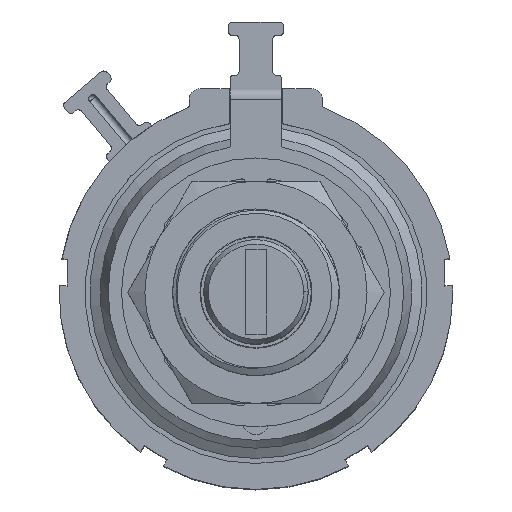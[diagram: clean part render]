
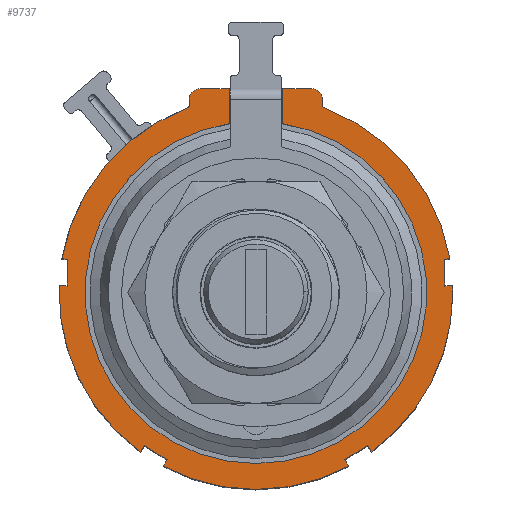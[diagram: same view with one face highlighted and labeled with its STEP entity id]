
A CAD part, top view. The second image highlights one B-rep face of the part: STEP entity #9737.
In plain terms, the highlighted planar face has unit normal (0, 0, 1).
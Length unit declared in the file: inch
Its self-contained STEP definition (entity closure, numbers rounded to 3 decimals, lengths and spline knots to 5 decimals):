
#304=DIRECTION('',(-1.,0.,0.));
#305=VECTOR('',#304,0.065);
#306=CARTESIAN_POINT('',(0.125,0.459,0.));
#307=LINE('',#306,#305);
#316=DIRECTION('',(-1.,0.,0.));
#317=VECTOR('',#316,0.065);
#318=CARTESIAN_POINT('',(-0.06,0.459,0.));
#319=LINE('',#318,#317);
#628=DIRECTION('',(0.,-1.,0.));
#629=VECTOR('',#628,0.07921);
#630=CARTESIAN_POINT('',(-0.06,0.459,0.));
#631=LINE('',#630,#629);
#632=CARTESIAN_POINT('',(0.,0.,0.));
#633=DIRECTION('',(0.,0.,1.));
#634=DIRECTION('',(-0.156,0.988,0.));
#635=AXIS2_PLACEMENT_3D('',#632,#633,#634);
#637=CARTESIAN_POINT('',(0.,0.,0.));
#638=DIRECTION('',(0.,0.,1.));
#639=DIRECTION('',(0.,-1.,0.));
#640=AXIS2_PLACEMENT_3D('',#637,#638,#639);
#642=DIRECTION('',(0.,1.,0.));
#643=VECTOR('',#642,0.07921);
#644=CARTESIAN_POINT('',(0.06,0.37979,0.));
#645=LINE('',#644,#643);
#646=CARTESIAN_POINT('',(0.125,0.434,0.));
#647=DIRECTION('',(0.,0.,-1.));
#648=DIRECTION('',(0.,1.,0.));
#649=AXIS2_PLACEMENT_3D('',#646,#647,#648);
#651=CARTESIAN_POINT('',(0.155,0.42033,0.));
#652=DIRECTION('',(0.,0.,1.));
#653=DIRECTION('',(-1.,0.,0.));
#654=AXIS2_PLACEMENT_3D('',#651,#652,#653);
#656=CARTESIAN_POINT('',(0.,0.,0.));
#657=DIRECTION('',(0.,0.,-1.));
#658=DIRECTION('',(0.346,0.938,0.));
#659=AXIS2_PLACEMENT_3D('',#656,#657,#658);
#661=DIRECTION('',(-0.995,-0.105,0.));
#662=VECTOR('',#661,0.01149);
#663=CARTESIAN_POINT('',(0.43643,0.07604,0.));
#664=LINE('',#663,#662);
#665=DIRECTION('',(0.995,0.105,0.));
#666=VECTOR('',#665,0.0178);
#667=CARTESIAN_POINT('',(0.425,0.0145,0.));
#668=LINE('',#667,#666);
#669=CARTESIAN_POINT('',(0.,0.,0.));
#670=DIRECTION('',(0.,0.,-1.));
#671=DIRECTION('',(0.999,0.037,0.));
#672=AXIS2_PLACEMENT_3D('',#669,#670,#671);
#674=CARTESIAN_POINT('',(0.,0.,0.));
#675=DIRECTION('',(0.,0.,-1.));
#676=DIRECTION('',(1.,0.,0.));
#677=AXIS2_PLACEMENT_3D('',#674,#675,#676);
#679=DIRECTION('',(-0.53,0.848,0.));
#680=VECTOR('',#679,0.01698);
#681=CARTESIAN_POINT('',(0.25966,-0.35893,0.));
#682=LINE('',#681,#680);
#683=DIRECTION('',(-0.848,-0.53,0.));
#684=VECTOR('',#683,0.06);
#685=CARTESIAN_POINT('',(0.25066,-0.34452,0.));
#686=LINE('',#685,#684);
#687=DIRECTION('',(0.53,-0.848,0.));
#688=VECTOR('',#687,0.01698);
#689=CARTESIAN_POINT('',(0.19977,-0.37632,0.));
#690=LINE('',#689,#688);
#691=CARTESIAN_POINT('',(0.,0.,0.));
#692=DIRECTION('',(0.,0.,-1.));
#693=DIRECTION('',(0.471,-0.882,0.));
#694=AXIS2_PLACEMENT_3D('',#691,#692,#693);
#696=DIRECTION('',(0.53,0.848,0.));
#697=VECTOR('',#696,0.01698);
#698=CARTESIAN_POINT('',(-0.20877,-0.39072,0.));
#699=LINE('',#698,#697);
#700=DIRECTION('',(-0.848,0.53,0.));
#701=VECTOR('',#700,0.06);
#702=CARTESIAN_POINT('',(-0.19977,-0.37632,0.));
#703=LINE('',#702,#701);
#704=DIRECTION('',(-0.53,-0.848,0.));
#705=VECTOR('',#704,0.01698);
#706=CARTESIAN_POINT('',(-0.25066,-0.34452,0.));
#707=LINE('',#706,#705);
#708=CARTESIAN_POINT('',(0.,0.,0.));
#709=DIRECTION('',(0.,0.,-1.));
#710=DIRECTION('',(-0.586,-0.81,0.));
#711=AXIS2_PLACEMENT_3D('',#708,#709,#710);
#713=DIRECTION('',(0.995,-0.105,0.));
#714=VECTOR('',#713,0.0178);
#715=CARTESIAN_POINT('',(-0.4427,0.01636,0.));
#716=LINE('',#715,#714);
#717=DIRECTION('',(-0.995,0.105,0.));
#718=VECTOR('',#717,0.01149);
#719=CARTESIAN_POINT('',(-0.425,0.07483,0.));
#720=LINE('',#719,#718);
#721=CARTESIAN_POINT('',(0.,0.,0.));
#722=DIRECTION('',(0.,0.,-1.));
#723=DIRECTION('',(-0.985,0.172,0.));
#724=AXIS2_PLACEMENT_3D('',#721,#722,#723);
#726=CARTESIAN_POINT('',(-0.155,0.42033,0.));
#727=DIRECTION('',(0.,0.,1.));
#728=DIRECTION('',(0.346,-0.938,0.));
#729=AXIS2_PLACEMENT_3D('',#726,#727,#728);
#731=CARTESIAN_POINT('',(-0.125,0.434,0.));
#732=DIRECTION('',(0.,0.,-1.));
#733=DIRECTION('',(-1.,0.,0.));
#734=AXIS2_PLACEMENT_3D('',#731,#732,#733);
#6375=DIRECTION('',(0.,1.,0.));
#6376=VECTOR('',#6375,0.01367);
#6377=CARTESIAN_POINT('',(0.15,0.42033,0.));
#6378=LINE('',#6377,#6376);
#6395=DIRECTION('',(0.,1.,0.));
#6396=VECTOR('',#6395,0.06033);
#6397=CARTESIAN_POINT('',(0.425,0.0145,0.));
#6398=LINE('',#6397,#6396);
#6447=DIRECTION('',(0.,-1.,0.));
#6448=VECTOR('',#6447,0.06033);
#6449=CARTESIAN_POINT('',(-0.425,0.07483,0.));
#6450=LINE('',#6449,#6448);
#6503=DIRECTION('',(0.,-1.,0.));
#6504=VECTOR('',#6503,0.01367);
#6505=CARTESIAN_POINT('',(-0.15,0.434,0.));
#6506=LINE('',#6505,#6504);
#8133=CARTESIAN_POINT('',(0.,-0.3845,0.));
#8134=CARTESIAN_POINT('',(0.06,0.37979,0.));
#8135=VERTEX_POINT('',#8133);
#8136=VERTEX_POINT('',#8134);
#8137=CARTESIAN_POINT('',(-0.06,0.37979,0.));
#8138=VERTEX_POINT('',#8137);
#8147=CARTESIAN_POINT('',(-0.06,0.459,0.));
#8148=VERTEX_POINT('',#8147);
#8149=CARTESIAN_POINT('',(0.06,0.459,0.));
#8150=VERTEX_POINT('',#8149);
#8151=CARTESIAN_POINT('',(0.125,0.459,0.));
#8152=VERTEX_POINT('',#8151);
#8153=CARTESIAN_POINT('',(0.15,0.434,0.));
#8154=VERTEX_POINT('',#8153);
#8155=CARTESIAN_POINT('',(0.15,0.42033,0.));
#8156=VERTEX_POINT('',#8155);
#8157=CARTESIAN_POINT('',(0.15327,0.41564,0.));
#8158=VERTEX_POINT('',#8157);
#8159=CARTESIAN_POINT('',(0.43643,0.07604,0.));
#8160=VERTEX_POINT('',#8159);
#8161=CARTESIAN_POINT('',(0.425,0.07483,0.));
#8162=VERTEX_POINT('',#8161);
#8163=CARTESIAN_POINT('',(0.425,0.0145,0.));
#8164=VERTEX_POINT('',#8163);
#8165=CARTESIAN_POINT('',(0.4427,0.01636,0.));
#8166=VERTEX_POINT('',#8165);
#8167=CARTESIAN_POINT('',(0.443,0.,0.));
#8168=VERTEX_POINT('',#8167);
#8169=CARTESIAN_POINT('',(0.25966,-0.35893,0.));
#8170=VERTEX_POINT('',#8169);
#8171=CARTESIAN_POINT('',(0.25066,-0.34452,0.));
#8172=VERTEX_POINT('',#8171);
#8173=CARTESIAN_POINT('',(0.19977,-0.37632,0.));
#8174=VERTEX_POINT('',#8173);
#8175=CARTESIAN_POINT('',(0.20877,-0.39072,0.));
#8176=VERTEX_POINT('',#8175);
#8177=CARTESIAN_POINT('',(-0.20877,-0.39072,0.));
#8178=VERTEX_POINT('',#8177);
#8179=CARTESIAN_POINT('',(-0.19977,-0.37632,0.));
#8180=VERTEX_POINT('',#8179);
#8181=CARTESIAN_POINT('',(-0.25066,-0.34452,0.));
#8182=VERTEX_POINT('',#8181);
#8183=CARTESIAN_POINT('',(-0.25966,-0.35893,0.));
#8184=VERTEX_POINT('',#8183);
#8185=CARTESIAN_POINT('',(-0.4427,0.01636,0.));
#8186=VERTEX_POINT('',#8185);
#8187=CARTESIAN_POINT('',(-0.425,0.0145,0.));
#8188=VERTEX_POINT('',#8187);
#8189=CARTESIAN_POINT('',(-0.425,0.07483,0.));
#8190=VERTEX_POINT('',#8189);
#8191=CARTESIAN_POINT('',(-0.43643,0.07604,0.));
#8192=VERTEX_POINT('',#8191);
#8193=CARTESIAN_POINT('',(-0.15327,0.41564,0.));
#8194=VERTEX_POINT('',#8193);
#8195=CARTESIAN_POINT('',(-0.15,0.42033,0.));
#8196=VERTEX_POINT('',#8195);
#8197=CARTESIAN_POINT('',(-0.15,0.434,0.));
#8198=VERTEX_POINT('',#8197);
#8199=CARTESIAN_POINT('',(-0.125,0.459,0.));
#8200=VERTEX_POINT('',#8199);
#9674=CARTESIAN_POINT('',(-0.00004,0.00784,0.));
#9675=DIRECTION('',(0.,0.,1.));
#9676=DIRECTION('',(1.,0.,0.));
#9677=AXIS2_PLACEMENT_3D('',#9674,#9675,#9676);
#9678=PLANE('',#9677);
#9680=ORIENTED_EDGE('',*,*,#9679,.T.);
#9682=ORIENTED_EDGE('',*,*,#9681,.T.);
#9684=ORIENTED_EDGE('',*,*,#9683,.T.);
#9686=ORIENTED_EDGE('',*,*,#9685,.T.);
#9687=ORIENTED_EDGE('',*,*,#9247,.F.);
#9688=ORIENTED_EDGE('',*,*,#9665,.T.);
#9690=ORIENTED_EDGE('',*,*,#9689,.F.);
#9692=ORIENTED_EDGE('',*,*,#9691,.T.);
#9694=ORIENTED_EDGE('',*,*,#9693,.T.);
#9696=ORIENTED_EDGE('',*,*,#9695,.T.);
#9698=ORIENTED_EDGE('',*,*,#9697,.F.);
#9700=ORIENTED_EDGE('',*,*,#9699,.T.);
#9702=ORIENTED_EDGE('',*,*,#9701,.T.);
#9704=ORIENTED_EDGE('',*,*,#9703,.T.);
#9706=ORIENTED_EDGE('',*,*,#9705,.T.);
#9708=ORIENTED_EDGE('',*,*,#9707,.T.);
#9710=ORIENTED_EDGE('',*,*,#9709,.T.);
#9712=ORIENTED_EDGE('',*,*,#9711,.T.);
#9714=ORIENTED_EDGE('',*,*,#9713,.T.);
#9716=ORIENTED_EDGE('',*,*,#9715,.T.);
#9718=ORIENTED_EDGE('',*,*,#9717,.T.);
#9720=ORIENTED_EDGE('',*,*,#9719,.T.);
#9722=ORIENTED_EDGE('',*,*,#9721,.T.);
#9724=ORIENTED_EDGE('',*,*,#9723,.F.);
#9726=ORIENTED_EDGE('',*,*,#9725,.T.);
#9727=ORIENTED_EDGE('',*,*,#9075,.T.);
#9729=ORIENTED_EDGE('',*,*,#9728,.T.);
#9731=ORIENTED_EDGE('',*,*,#9730,.F.);
#9733=ORIENTED_EDGE('',*,*,#9732,.T.);
#9734=ORIENTED_EDGE('',*,*,#9259,.F.);
#9735=EDGE_LOOP('',(#9680,#9682,#9684,#9686,#9687,#9688,#9690,#9692,#9694,#9696,
#9698,#9700,#9702,#9704,#9706,#9708,#9710,#9712,#9714,#9716,#9718,#9720,#9722,
#9724,#9726,#9727,#9729,#9731,#9733,#9734));
#9736=FACE_OUTER_BOUND('',#9735,.F.);
#9737=ADVANCED_FACE('',(#9736),#9678,.T.);
#636=CIRCLE('',#635,0.3845);
#641=CIRCLE('',#640,0.3845);
#650=CIRCLE('',#649,0.025);
#655=CIRCLE('',#654,0.005);
#660=CIRCLE('',#659,0.443);
#673=CIRCLE('',#672,0.443);
#678=CIRCLE('',#677,0.443);
#695=CIRCLE('',#694,0.443);
#712=CIRCLE('',#711,0.443);
#725=CIRCLE('',#724,0.443);
#730=CIRCLE('',#729,0.005);
#735=CIRCLE('',#734,0.025);
#9075=EDGE_CURVE('',#8192,#8194,#725,.T.);
#9247=EDGE_CURVE('',#8152,#8150,#307,.T.);
#9259=EDGE_CURVE('',#8148,#8200,#319,.T.);
#9665=EDGE_CURVE('',#8152,#8154,#650,.T.);
#9679=EDGE_CURVE('',#8148,#8138,#631,.T.);
#9681=EDGE_CURVE('',#8138,#8135,#636,.T.);
#9683=EDGE_CURVE('',#8135,#8136,#641,.T.);
#9685=EDGE_CURVE('',#8136,#8150,#645,.T.);
#9689=EDGE_CURVE('',#8156,#8154,#6378,.T.);
#9691=EDGE_CURVE('',#8156,#8158,#655,.T.);
#9693=EDGE_CURVE('',#8158,#8160,#660,.T.);
#9695=EDGE_CURVE('',#8160,#8162,#664,.T.);
#9697=EDGE_CURVE('',#8164,#8162,#6398,.T.);
#9699=EDGE_CURVE('',#8164,#8166,#668,.T.);
#9701=EDGE_CURVE('',#8166,#8168,#673,.T.);
#9703=EDGE_CURVE('',#8168,#8170,#678,.T.);
#9705=EDGE_CURVE('',#8170,#8172,#682,.T.);
#9707=EDGE_CURVE('',#8172,#8174,#686,.T.);
#9709=EDGE_CURVE('',#8174,#8176,#690,.T.);
#9711=EDGE_CURVE('',#8176,#8178,#695,.T.);
#9713=EDGE_CURVE('',#8178,#8180,#699,.T.);
#9715=EDGE_CURVE('',#8180,#8182,#703,.T.);
#9717=EDGE_CURVE('',#8182,#8184,#707,.T.);
#9719=EDGE_CURVE('',#8184,#8186,#712,.T.);
#9721=EDGE_CURVE('',#8186,#8188,#716,.T.);
#9723=EDGE_CURVE('',#8190,#8188,#6450,.T.);
#9725=EDGE_CURVE('',#8190,#8192,#720,.T.);
#9728=EDGE_CURVE('',#8194,#8196,#730,.T.);
#9730=EDGE_CURVE('',#8198,#8196,#6506,.T.);
#9732=EDGE_CURVE('',#8198,#8200,#735,.T.);
